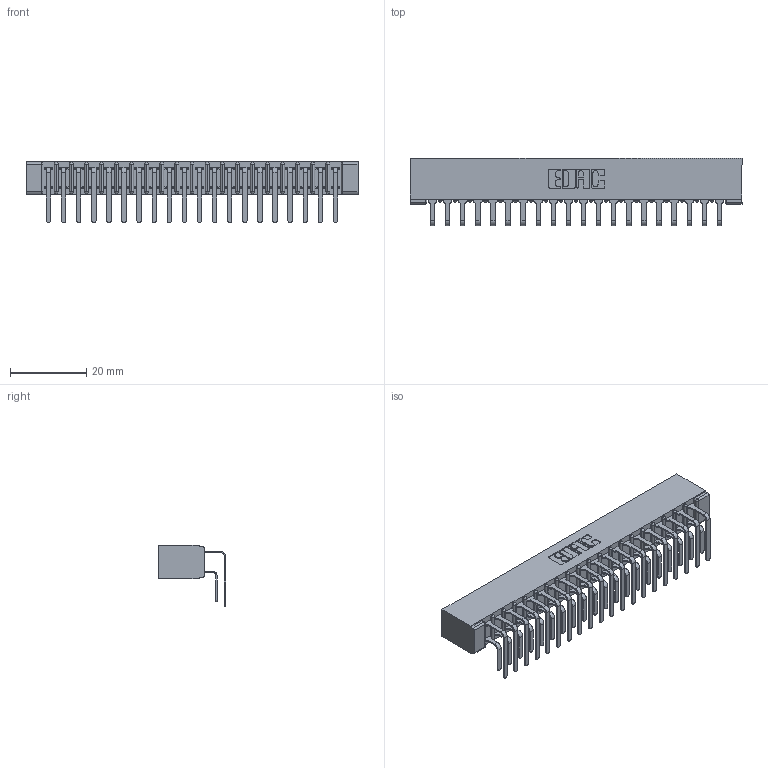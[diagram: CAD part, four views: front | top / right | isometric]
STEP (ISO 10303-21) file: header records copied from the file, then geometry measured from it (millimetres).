
FILE_DESCRIPTION (( 'STEP AP203' ), '1' );
FILE_NAME ('307-020-459-101.STEP', '2020-09-27T02:21:17', ( '' ), ( '' ), 'SwSTEP 2.0', 'SolidWorks 2020', '' );
FILE_SCHEMA (( 'CONFIG_CONTROL_DESIGN' ));
Length unit declared in the file: inch
Products named in the file (4): 307-290-001_558 559 - 1 (Single); 307 Part_No Mounting Lugs; 307-020-459-101; 307-290-001_559 - 2 (Single)
Assembly tree (41 placements, depth 2):
  307-020-459-101
    307 Part_No Mounting Lugs
    307-290-001_558 559 - 1 (Single)  x20
    307-290-001_559 - 2 (Single)  x20
Bounding box: 87.12 x 17.69 x 16.08 mm (x, y, z)
Volume: 6109.4 mm3; surface area: 12155.3 mm2
Topology: 41 solids, 41 shells, 2131 faces, 5979 edges, 3874 vertices
Faces by surface type: plane 1386, cylinder 703, sphere 42
Entity records: 21667 total; most frequent: CARTESIAN_POINT 3550, ORIENTED_EDGE 3514, DIRECTION 3485, EDGE_CURVE 1757, VECTOR 1339, LINE 1339, VERTEX_POINT 1138, AXIS2_PLACEMENT_3D 1073
